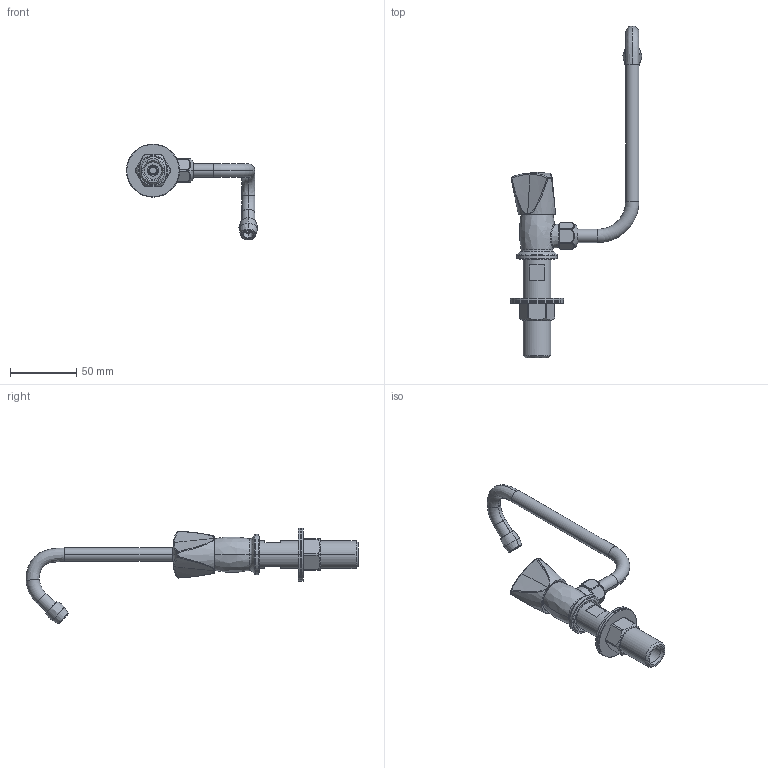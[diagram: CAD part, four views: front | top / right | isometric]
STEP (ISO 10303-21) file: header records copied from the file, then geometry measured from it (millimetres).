
FILE_DESCRIPTION((''),'2;1');
FILE_NAME('JUAH0060CP_ASM','2021-03-07T',('蚰貀癡妧庣斕勛'),('Globeunion.com'),'PRO/ENGINEER BY PARAMETRIC TECHNOLOGY CORPORATION, 2014000','PRO/ENGINEER BY PARAMETRIC TECHNOLOGY CORPORATION, 2014000','');
FILE_SCHEMA(('CONFIG_CONTROL_DESIGN'));
Length unit declared in the file: millimetre
Products named in the file (27): 106783N; 071088N; 027108; 027121; 106849_ASM; 047064N; 049202N; 028130; 045611N; 024455; 027191_AF2; 027323; 027139; 532043NH_ASM; 037109; 020185; 042009C; 121173; 045614N; 120520N_ASM; 052049N; 024428; 058618; 120518_ASM; 024080; 058620; JUAH0060CP_ASM
Assembly tree (29 placements, depth 4):
  JUAH0060CP_ASM
    106849_ASM
      106783N
      071088N
      027108
      027121
    532043NH_ASM
      047064N
      049202N
      028130
      045611N
      024455
      027191_AF2
      027323  x2
      027139
    037109
    020185
    042009C
    120518_ASM
      120520N_ASM
        121173
        045614N
      052049N
      027323  x2
      024428
      058618
    024080
    058620
Bounding box: 98.7 x 249.76 x 72.21 mm (x, y, z)
Volume: 57888.9 mm3; surface area: 55688.3 mm2
Topology: 25 solids, 25 shells, 935 faces, 2132 edges, 1278 vertices
Faces by surface type: cylinder 323, plane 241, cone 178, torus 92, bspline 67, sphere 22, extrusion 12
Entity records: 33614 total; most frequent: CARTESIAN_POINT 12243, DIRECTION 4698, ORIENTED_EDGE 4204, EDGE_CURVE 2102, AXIS2_PLACEMENT_3D 1972, VERTEX_POINT 1266, CIRCLE 1051, EDGE_LOOP 1000
